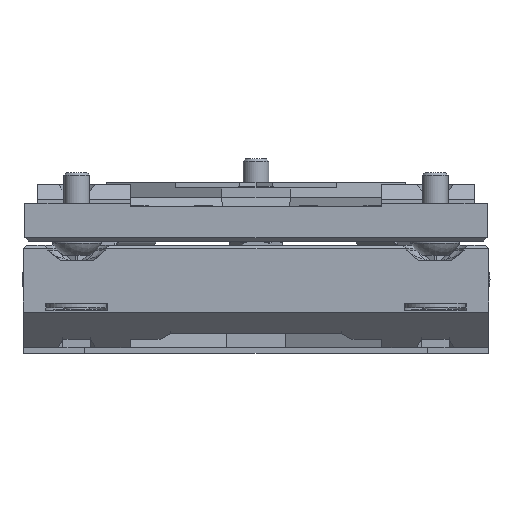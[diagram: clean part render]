
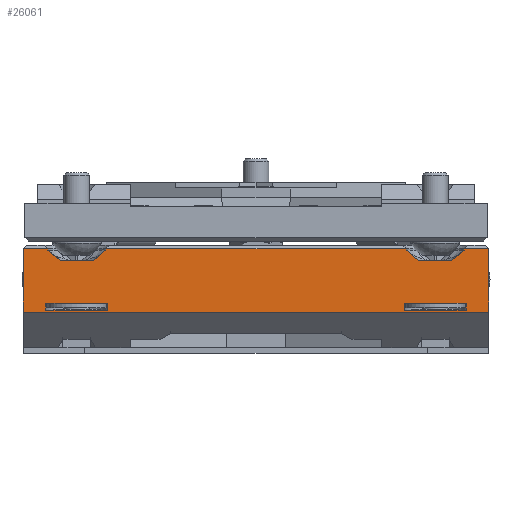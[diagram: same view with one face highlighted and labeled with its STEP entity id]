
A CAD part, front view. The second image highlights one B-rep face of the part: STEP entity #26061.
In plain terms, the highlighted planar face has unit normal (0, -1, 0).
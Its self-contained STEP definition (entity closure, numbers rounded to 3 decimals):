
#920=FACE_BOUND('',#4638,.T.);
#921=FACE_BOUND('',#4639,.T.);
#1979=PLANE('',#28269);
#3088=FACE_OUTER_BOUND('',#4637,.T.);
#4637=EDGE_LOOP('',(#20071,#20072,#20073,#20074,#20075,#20076,#20077,#20078,
#20079,#20080,#20081,#20082,#20083,#20084,#20085,#20086));
#4638=EDGE_LOOP('',(#20087,#20088,#20089,#20090));
#4639=EDGE_LOOP('',(#20091,#20092,#20093,#20094));
#6160=LINE('',#41992,#8403);
#6302=LINE('',#42311,#8545);
#6391=LINE('',#42873,#8634);
#6435=LINE('',#42966,#8678);
#6459=LINE('',#43117,#8702);
#6461=LINE('',#43120,#8704);
#6474=LINE('',#43153,#8717);
#6475=LINE('',#43155,#8718);
#6476=LINE('',#43157,#8719);
#6477=LINE('',#43159,#8720);
#6478=LINE('',#43161,#8721);
#6479=LINE('',#43162,#8722);
#6480=LINE('',#43164,#8723);
#6481=LINE('',#43166,#8724);
#6482=LINE('',#43168,#8725);
#6483=LINE('',#43169,#8726);
#6484=LINE('',#43172,#8727);
#6485=LINE('',#43174,#8728);
#6486=LINE('',#43176,#8729);
#6487=LINE('',#43177,#8730);
#6488=LINE('',#43180,#8731);
#6489=LINE('',#43182,#8732);
#6490=LINE('',#43184,#8733);
#6491=LINE('',#43185,#8734);
#8403=VECTOR('',#31529,10.);
#8545=VECTOR('',#31745,10.);
#8634=VECTOR('',#32106,10.);
#8678=VECTOR('',#32202,10.);
#8702=VECTOR('',#32292,10.);
#8704=VECTOR('',#32296,10.);
#8717=VECTOR('',#32321,10.);
#8718=VECTOR('',#32322,10.);
#8719=VECTOR('',#32323,10.);
#8720=VECTOR('',#32324,10.);
#8721=VECTOR('',#32325,10.);
#8722=VECTOR('',#32326,10.);
#8723=VECTOR('',#32327,10.);
#8724=VECTOR('',#32328,10.);
#8725=VECTOR('',#32329,10.);
#8726=VECTOR('',#32330,10.);
#8727=VECTOR('',#32331,10.);
#8728=VECTOR('',#32332,10.);
#8729=VECTOR('',#32333,10.);
#8730=VECTOR('',#32334,10.);
#8731=VECTOR('',#32335,10.);
#8732=VECTOR('',#32336,10.);
#8733=VECTOR('',#32337,10.);
#8734=VECTOR('',#32338,10.);
#11732=VERTEX_POINT('',#41988);
#11734=VERTEX_POINT('',#41991);
#11857=VERTEX_POINT('',#42264);
#11869=VERTEX_POINT('',#42305);
#12037=VERTEX_POINT('',#42871);
#12038=VERTEX_POINT('',#42872);
#12059=VERTEX_POINT('',#42957);
#12061=VERTEX_POINT('',#42965);
#12086=VERTEX_POINT('',#43116);
#12101=VERTEX_POINT('',#43154);
#12102=VERTEX_POINT('',#43156);
#12103=VERTEX_POINT('',#43158);
#12104=VERTEX_POINT('',#43160);
#12105=VERTEX_POINT('',#43163);
#12106=VERTEX_POINT('',#43165);
#12107=VERTEX_POINT('',#43167);
#12108=VERTEX_POINT('',#43170);
#12109=VERTEX_POINT('',#43171);
#12110=VERTEX_POINT('',#43173);
#12111=VERTEX_POINT('',#43175);
#12112=VERTEX_POINT('',#43178);
#12113=VERTEX_POINT('',#43179);
#12114=VERTEX_POINT('',#43181);
#12115=VERTEX_POINT('',#43183);
#14534=EDGE_CURVE('',#11734,#11732,#6160,.T.);
#14693=EDGE_CURVE('',#11857,#11869,#6302,.T.);
#14904=EDGE_CURVE('',#12037,#12038,#6391,.T.);
#14951=EDGE_CURVE('',#12059,#12061,#6435,.T.);
#14996=EDGE_CURVE('',#12086,#12061,#6459,.T.);
#14998=EDGE_CURVE('',#12059,#11734,#6461,.T.);
#15015=EDGE_CURVE('',#12038,#11732,#6474,.T.);
#15016=EDGE_CURVE('',#12037,#12101,#6475,.T.);
#15017=EDGE_CURVE('',#12102,#12101,#6476,.T.);
#15018=EDGE_CURVE('',#12102,#12103,#6477,.T.);
#15019=EDGE_CURVE('',#12104,#12103,#6478,.T.);
#15020=EDGE_CURVE('',#12104,#11869,#6479,.T.);
#15021=EDGE_CURVE('',#11857,#12105,#6480,.T.);
#15022=EDGE_CURVE('',#12106,#12105,#6481,.T.);
#15023=EDGE_CURVE('',#12106,#12107,#6482,.T.);
#15024=EDGE_CURVE('',#12086,#12107,#6483,.T.);
#15025=EDGE_CURVE('',#12108,#12109,#6484,.T.);
#15026=EDGE_CURVE('',#12109,#12110,#6485,.T.);
#15027=EDGE_CURVE('',#12110,#12111,#6486,.T.);
#15028=EDGE_CURVE('',#12111,#12108,#6487,.T.);
#15029=EDGE_CURVE('',#12112,#12113,#6488,.T.);
#15030=EDGE_CURVE('',#12113,#12114,#6489,.T.);
#15031=EDGE_CURVE('',#12114,#12115,#6490,.T.);
#15032=EDGE_CURVE('',#12115,#12112,#6491,.T.);
#20071=ORIENTED_EDGE('',*,*,#14534,.T.);
#20072=ORIENTED_EDGE('',*,*,#15015,.F.);
#20073=ORIENTED_EDGE('',*,*,#14904,.F.);
#20074=ORIENTED_EDGE('',*,*,#15016,.T.);
#20075=ORIENTED_EDGE('',*,*,#15017,.F.);
#20076=ORIENTED_EDGE('',*,*,#15018,.T.);
#20077=ORIENTED_EDGE('',*,*,#15019,.F.);
#20078=ORIENTED_EDGE('',*,*,#15020,.T.);
#20079=ORIENTED_EDGE('',*,*,#14693,.F.);
#20080=ORIENTED_EDGE('',*,*,#15021,.T.);
#20081=ORIENTED_EDGE('',*,*,#15022,.F.);
#20082=ORIENTED_EDGE('',*,*,#15023,.T.);
#20083=ORIENTED_EDGE('',*,*,#15024,.F.);
#20084=ORIENTED_EDGE('',*,*,#14996,.T.);
#20085=ORIENTED_EDGE('',*,*,#14951,.F.);
#20086=ORIENTED_EDGE('',*,*,#14998,.T.);
#20087=ORIENTED_EDGE('',*,*,#15025,.T.);
#20088=ORIENTED_EDGE('',*,*,#15026,.T.);
#20089=ORIENTED_EDGE('',*,*,#15027,.T.);
#20090=ORIENTED_EDGE('',*,*,#15028,.T.);
#20091=ORIENTED_EDGE('',*,*,#15029,.T.);
#20092=ORIENTED_EDGE('',*,*,#15030,.T.);
#20093=ORIENTED_EDGE('',*,*,#15031,.T.);
#20094=ORIENTED_EDGE('',*,*,#15032,.T.);
#26061=ADVANCED_FACE('',(#3088,#920,#921),#1979,.T.);
#28269=AXIS2_PLACEMENT_3D('',#43152,#32319,#32320);
#31529=DIRECTION('',(1.,0.,0.));
#31745=DIRECTION('',(1.,0.,0.));
#32106=DIRECTION('',(1.,0.,0.));
#32202=DIRECTION('',(1.,0.,0.));
#32292=DIRECTION('',(0.,0.,1.));
#32296=DIRECTION('',(0.,0.,-1.));
#32319=DIRECTION('center_axis',(0.,-1.,0.));
#32320=DIRECTION('ref_axis',(-1.,0.,0.));
#32321=DIRECTION('',(0.,0.,-1.));
#32322=DIRECTION('',(0.,0.,-1.));
#32323=DIRECTION('',(0.766,0.,0.643));
#32324=DIRECTION('',(-1.,0.,0.));
#32325=DIRECTION('',(0.766,0.,-0.643));
#32326=DIRECTION('',(0.,0.,1.));
#32327=DIRECTION('',(0.,0.,-1.));
#32328=DIRECTION('',(0.766,0.,0.643));
#32329=DIRECTION('',(-1.,0.,0.));
#32330=DIRECTION('',(0.766,0.,-0.643));
#32331=DIRECTION('',(0.,0.,1.));
#32332=DIRECTION('',(1.,0.,0.));
#32333=DIRECTION('',(0.,0.,-1.));
#32334=DIRECTION('',(-1.,0.,0.));
#32335=DIRECTION('',(0.,0.,1.));
#32336=DIRECTION('',(1.,0.,0.));
#32337=DIRECTION('',(0.,0.,-1.));
#32338=DIRECTION('',(-1.,0.,0.));
#41988=CARTESIAN_POINT('',(27.2,-47.5,-7.8));
#41991=CARTESIAN_POINT('',(-27.2,-47.5,-7.8));
#41992=CARTESIAN_POINT('',(0.,-47.5,-7.8));
#42264=CARTESIAN_POINT('',(-17.55,-47.5,-0.4));
#42305=CARTESIAN_POINT('',(17.55,-47.5,-0.4));
#42311=CARTESIAN_POINT('',(13.6,-47.5,-0.4));
#42871=CARTESIAN_POINT('',(24.35,-47.5,-0.4));
#42872=CARTESIAN_POINT('',(27.2,-47.5,-0.4));
#42873=CARTESIAN_POINT('',(13.6,-47.5,-0.4));
#42957=CARTESIAN_POINT('',(-27.2,-47.5,-0.4));
#42965=CARTESIAN_POINT('',(-24.35,-47.5,-0.4));
#42966=CARTESIAN_POINT('',(13.6,-47.5,-0.4));
#43116=CARTESIAN_POINT('',(-24.35,-47.5,-0.55));
#43117=CARTESIAN_POINT('',(-24.35,-47.5,0.));
#43120=CARTESIAN_POINT('',(-27.2,-47.5,-11.));
#43152=CARTESIAN_POINT('Origin',(27.2,-47.5,0.));
#43153=CARTESIAN_POINT('',(27.2,-47.5,0.));
#43154=CARTESIAN_POINT('',(24.35,-47.5,-0.55));
#43155=CARTESIAN_POINT('',(24.35,-47.5,0.));
#43156=CARTESIAN_POINT('',(22.86,-47.5,-1.8));
#43157=CARTESIAN_POINT('',(24.949,-47.5,-0.047));
#43158=CARTESIAN_POINT('',(19.04,-47.5,-1.8));
#43159=CARTESIAN_POINT('',(24.075,-47.5,-1.8));
#43160=CARTESIAN_POINT('',(17.55,-47.5,-0.55));
#43161=CARTESIAN_POINT('',(20.618,-47.5,-3.125));
#43162=CARTESIAN_POINT('',(17.55,-47.5,0.));
#43163=CARTESIAN_POINT('',(-17.55,-47.5,-0.55));
#43164=CARTESIAN_POINT('',(-17.55,-47.5,0.));
#43165=CARTESIAN_POINT('',(-19.04,-47.5,-1.8));
#43166=CARTESIAN_POINT('',(-16.951,-47.5,-0.047));
#43167=CARTESIAN_POINT('',(-22.86,-47.5,-1.8));
#43168=CARTESIAN_POINT('',(-17.825,-47.5,-1.8));
#43169=CARTESIAN_POINT('',(-21.282,-47.5,-3.125));
#43170=CARTESIAN_POINT('',(17.35,-47.5,-7.6));
#43171=CARTESIAN_POINT('',(17.35,-47.5,-6.8));
#43172=CARTESIAN_POINT('',(17.35,-47.5,-3.8));
#43173=CARTESIAN_POINT('',(24.55,-47.5,-6.8));
#43174=CARTESIAN_POINT('',(24.075,-47.5,-6.8));
#43175=CARTESIAN_POINT('',(24.55,-47.5,-7.6));
#43176=CARTESIAN_POINT('',(24.55,-47.5,-3.8));
#43177=CARTESIAN_POINT('',(24.075,-47.5,-7.6));
#43178=CARTESIAN_POINT('',(-24.55,-47.5,-7.6));
#43179=CARTESIAN_POINT('',(-24.55,-47.5,-6.8));
#43180=CARTESIAN_POINT('',(-24.55,-47.5,-3.8));
#43181=CARTESIAN_POINT('',(-17.35,-47.5,-6.8));
#43182=CARTESIAN_POINT('',(-17.825,-47.5,-6.8));
#43183=CARTESIAN_POINT('',(-17.35,-47.5,-7.6));
#43184=CARTESIAN_POINT('',(-17.35,-47.5,-3.8));
#43185=CARTESIAN_POINT('',(-17.825,-47.5,-7.6));
